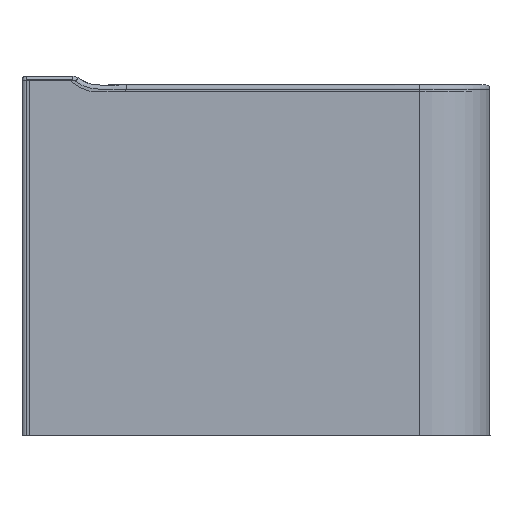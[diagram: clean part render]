
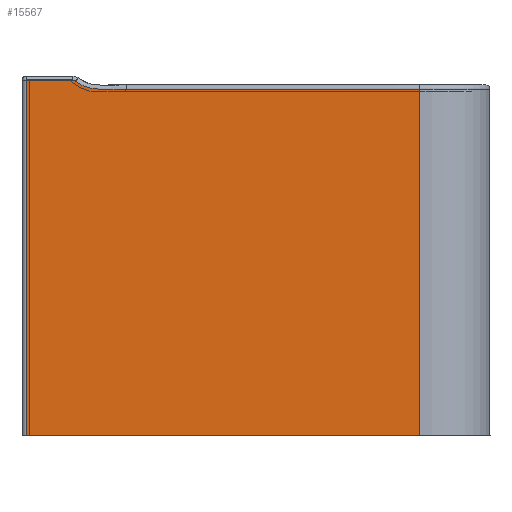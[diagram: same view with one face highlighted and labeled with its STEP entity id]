
A CAD part, front view. The second image highlights one B-rep face of the part: STEP entity #15567.
In plain terms, the highlighted face is planar.
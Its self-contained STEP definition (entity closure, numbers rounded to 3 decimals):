
#14878=CARTESIAN_POINT('',(-900.0,-1057.04,453.));
#14879=VERTEX_POINT('',#14878);
#14904=CARTESIAN_POINT('',(-900.0,-555.361,453.));
#14905=VERTEX_POINT('',#14904);
#14928=CARTESIAN_POINT('',(-900.0,-555.361,453.));
#14929=DIRECTION('',(0.0,-1.0,0.0));
#14930=VECTOR('',#14929,501.679);
#14931=LINE('',#14928,#14930);
#14932=EDGE_CURVE('',#14879,#14905,#14931,.F.);
#15183=CARTESIAN_POINT('',(-900.0,-468.821,466.414));
#15184=VERTEX_POINT('',#15183);
#15195=CARTESIAN_POINT('',(-900.0,-555.361,453.));
#15196=CARTESIAN_POINT('',(-900.0,-555.356,453.));
#15197=CARTESIAN_POINT('',(-900.0,-555.352,453.));
#15198=CARTESIAN_POINT('',(-900.0,-555.347,453.));
#15199=CARTESIAN_POINT('',(-900.0,-550.333,453.009));
#15200=CARTESIAN_POINT('',(-900.0,-545.311,453.02));
#15201=CARTESIAN_POINT('',(-900.0,-540.302,453.023));
#15202=CARTESIAN_POINT('',(-900.0,-536.954,453.025));
#15203=CARTESIAN_POINT('',(-900.0,-533.626,453.017));
#15204=CARTESIAN_POINT('',(-900.0,-530.291,452.982));
#15205=CARTESIAN_POINT('',(-900.0,-527.17,452.949));
#15206=CARTESIAN_POINT('',(-900.0,-524.052,452.891));
#15207=CARTESIAN_POINT('',(-900.0,-520.921,452.816));
#15208=CARTESIAN_POINT('',(-900.0,-518.759,452.765));
#15209=CARTESIAN_POINT('',(-900.0,-516.507,452.701));
#15210=CARTESIAN_POINT('',(-900.0,-514.307,452.665));
#15211=CARTESIAN_POINT('',(-900.0,-512.325,452.634));
#15212=CARTESIAN_POINT('',(-900.0,-510.326,452.63));
#15213=CARTESIAN_POINT('',(-900.0,-508.329,452.697));
#15214=CARTESIAN_POINT('',(-900.0,-506.844,452.748));
#15215=CARTESIAN_POINT('',(-900.,-505.364,452.837));
#15216=CARTESIAN_POINT('',(-900.,-503.897,452.969));
#15217=CARTESIAN_POINT('',(-900.,-502.616,453.084));
#15218=CARTESIAN_POINT('',(-900.0,-501.344,453.233));
#15219=CARTESIAN_POINT('',(-900.0,-500.083,453.414));
#15220=CARTESIAN_POINT('',(-900.0,-497.081,453.845));
#15221=CARTESIAN_POINT('',(-900.0,-494.142,454.464));
#15222=CARTESIAN_POINT('',(-900.0,-491.288,455.262));
#15223=CARTESIAN_POINT('',(-900.0,-487.852,456.222));
#15224=CARTESIAN_POINT('',(-900.0,-484.537,457.44));
#15225=CARTESIAN_POINT('',(-900.0,-481.371,458.891));
#15226=CARTESIAN_POINT('',(-900.0,-479.762,459.628));
#15227=CARTESIAN_POINT('',(-900.,-478.19,460.426));
#15228=CARTESIAN_POINT('',(-900.,-476.66,461.28));
#15229=CARTESIAN_POINT('',(-900.,-473.912,462.813));
#15230=CARTESIAN_POINT('',(-900.0,-471.294,464.528));
#15231=CARTESIAN_POINT('',(-900.0,-468.821,466.414));
#15232=B_SPLINE_CURVE_WITH_KNOTS('',3,(#15195,#15196,#15197,#15198,#15199,#15200,#15201,#15202,#15203,#15204,#15205,#15206,#15207,#15208,#15209,#15210,#15211,#15212,#15213,#15214,#15215,#15216,#15217,#15218,#15219,#15220,#15221,#15222,#15223,#15224,#15225,#15226,#15227,#15228,#15229,#15230,#15231),.UNSPECIFIED.,.F.,.U.,(4,3,3,3,3,3,3,3,3,3,3,3,4),(807.653,807.67,826.448,838.996,850.737,858.846,866.15,871.581,876.323,887.617,901.214,908.121,920.526),.UNSPECIFIED.);
#15233=EDGE_CURVE('',#14905,#15184,#15232,.T.);
#15245=CARTESIAN_POINT('',(-900.0,-464.04,468.));
#15246=VERTEX_POINT('',#15245);
#15254=CARTESIAN_POINT('',(-900.0,-464.04,460.));
#15255=DIRECTION('',(-1.0,0.0,0.0));
#15256=DIRECTION('',(0.0,1.0,0.0));
#15257=AXIS2_PLACEMENT_3D('',#15254,#15255,#15256);
#15258=CIRCLE('',#15257,8.0);
#15259=EDGE_CURVE('',#15184,#15246,#15258,.T.);
#15300=CARTESIAN_POINT('',(-900.0,-384.04,468.));
#15301=VERTEX_POINT('',#15300);
#15302=CARTESIAN_POINT('',(-900.0,-464.04,468.));
#15303=DIRECTION('',(0.0,1.0,0.0));
#15304=VECTOR('',#15303,80.);
#15305=LINE('',#15302,#15304);
#15306=EDGE_CURVE('',#15246,#15301,#15305,.T.);
#15521=CARTESIAN_POINT('',(-900.0,-1057.04,-140.));
#15522=VERTEX_POINT('',#15521);
#15523=CARTESIAN_POINT('',(-900.0,-1057.04,-140.));
#15524=DIRECTION('',(0.0,0.0,1.0));
#15525=VECTOR('',#15524,593.0);
#15526=LINE('',#15523,#15525);
#15527=EDGE_CURVE('',#15522,#14879,#15526,.T.);
#15541=CARTESIAN_POINT('',(-900.0,0.,460.));
#15542=DIRECTION('',(-1.0,0.0,0.0));
#15543=DIRECTION('',(0.0,0.0,1.0));
#15544=AXIS2_PLACEMENT_3D('',#15541,#15542,#15543);
#15545=PLANE('',#15544);
#15546=CARTESIAN_POINT('',(-900.0,-384.04,-140.));
#15547=VERTEX_POINT('',#15546);
#15548=CARTESIAN_POINT('',(-900.0,-384.04,-140.));
#15549=DIRECTION('',(0.0,-1.0,0.0));
#15550=VECTOR('',#15549,673.);
#15551=LINE('',#15548,#15550);
#15552=EDGE_CURVE('',#15522,#15547,#15551,.F.);
#15553=ORIENTED_EDGE('',*,*,#15552,.F.);
#15554=ORIENTED_EDGE('',*,*,#15527,.T.);
#15555=ORIENTED_EDGE('',*,*,#14932,.T.);
#15556=ORIENTED_EDGE('',*,*,#15233,.T.);
#15557=ORIENTED_EDGE('',*,*,#15259,.T.);
#15558=ORIENTED_EDGE('',*,*,#15306,.T.);
#15559=CARTESIAN_POINT('',(-900.0,-384.04,-140.));
#15560=DIRECTION('',(0.0,0.0,1.0));
#15561=VECTOR('',#15560,608.0);
#15562=LINE('',#15559,#15561);
#15563=EDGE_CURVE('',#15547,#15301,#15562,.T.);
#15564=ORIENTED_EDGE('',*,*,#15563,.F.);
#15565=EDGE_LOOP('',(#15553,#15554,#15555,#15556,#15557,#15558,#15564));
#15566=FACE_OUTER_BOUND('',#15565,.T.);
#15567=ADVANCED_FACE('',(#15566),#15545,.T.);
